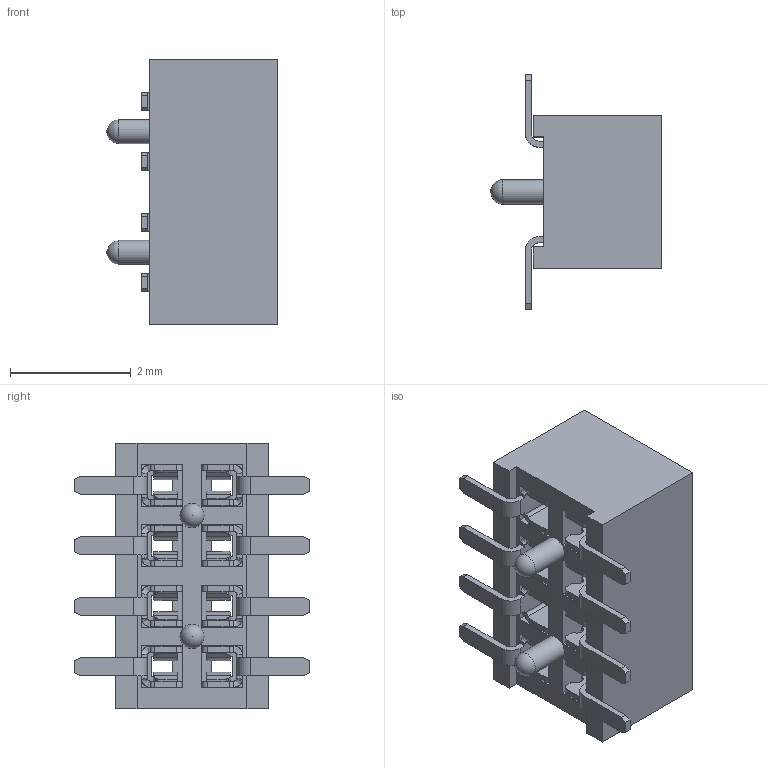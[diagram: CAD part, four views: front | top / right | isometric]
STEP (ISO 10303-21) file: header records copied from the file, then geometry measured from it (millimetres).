
FILE_DESCRIPTION(/* description */ (''),/* implementation_level */ '2;1');
FILE_NAME(/* name */ '7091-008-30-xx-10-xx.stp',/* time_stamp */ '2025-07-02T11:06:07+02:00',/* author */ ('andreas.larin'),/* organization */ (''),/* preprocessor_version */ 'ST-DEVELOPER v20',/* originating_system */ 'Autodesk Inventor 2025',/* authorisation */ '');
FILE_SCHEMA (('AUTOMOTIVE_DESIGN { 1 0 10303 214 3 1 1 }'));
Length unit declared in the file: millimetre
Products named in the file (1): 597-08-10-10-2-1-10-NY-U
Bounding box: 2.82 x 3.9 x 4.4 mm (x, y, z)
Volume: 17.6 mm3; surface area: 131.1 mm2
Topology: 1 solids, 1 shells, 854 faces, 2388 edges, 1512 vertices
Faces by surface type: plane 450, cylinder 354, bspline 48, sphere 2
Full cylindrical faces by diameter (mm): 0.4 x2
Entity records: 30457 total; most frequent: CARTESIAN_POINT 8244, ORIENTED_EDGE 4772, DIRECTION 4536, EDGE_CURVE 2386, LINE 1530, VECTOR 1530, VERTEX_POINT 1512, AXIS2_PLACEMENT_3D 1503
